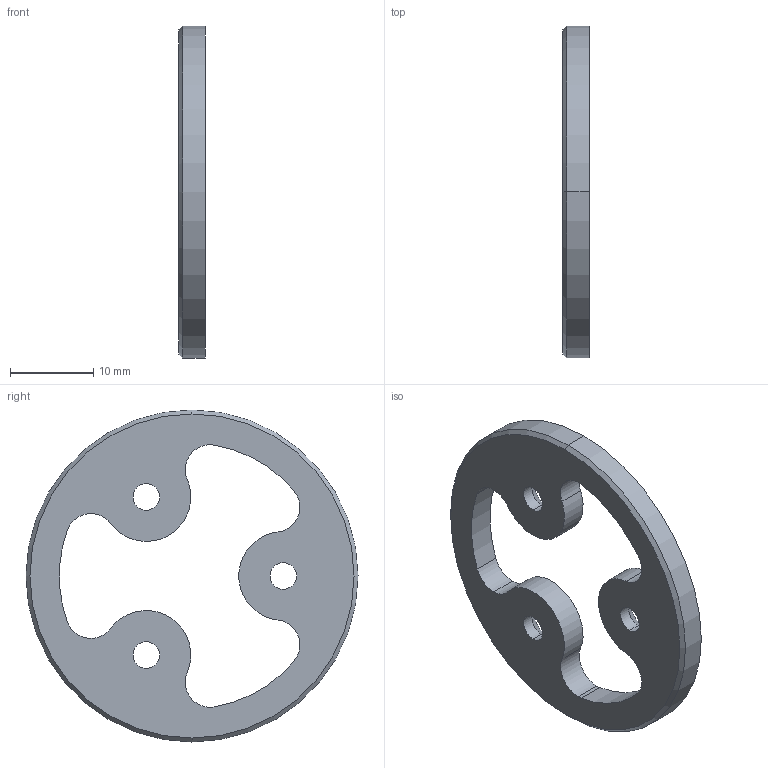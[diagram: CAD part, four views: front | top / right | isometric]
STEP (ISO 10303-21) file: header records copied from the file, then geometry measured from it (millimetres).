
FILE_DESCRIPTION (( 'STEP AP214' ), '1' );
FILE_NAME ('Flange_Disk Motor Pulley.STEP', '2024-10-16T02:50:32', ( '' ), ( '' ), 'SwSTEP 2.0', 'SolidWorks 2024', '' );
FILE_SCHEMA (( 'AUTOMOTIVE_DESIGN' ));
Length unit declared in the file: millimetre
Products named in the file (1): Flange_Disk Motor Pulley
Bounding box: 3.17 x 40 x 40 mm (x, y, z)
Volume: 2314.2 mm3; surface area: 2326.1 mm2
Topology: 1 solids, 1 shells, 33 faces, 85 edges, 54 vertices
Faces by surface type: cylinder 23, cone 8, plane 2
Entity records: 1068 total; most frequent: DIRECTION 207, CARTESIAN_POINT 173, ORIENTED_EDGE 170, AXIS2_PLACEMENT_3D 88, EDGE_CURVE 85, VERTEX_POINT 54, CIRCLE 54, EDGE_LOOP 41
